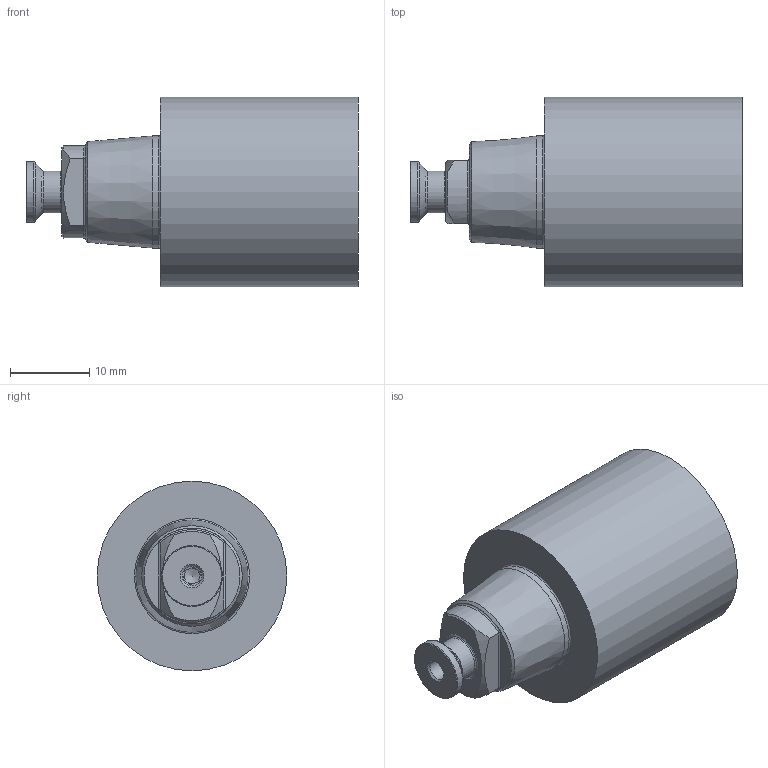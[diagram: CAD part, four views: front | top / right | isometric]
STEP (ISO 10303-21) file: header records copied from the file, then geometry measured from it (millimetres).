
FILE_DESCRIPTION (( 'STEP AP214' ), '1' );
FILE_NAME ('LW4.Ro1.024.025.STEP', '2021-08-19T15:28:58', ( '' ), ( '' ), 'SwSTEP 2.0', 'SolidWorks 2017', '' );
FILE_SCHEMA (( 'AUTOMOTIVE_DESIGN' ));
Length unit declared in the file: millimetre
Products named in the file (3): LW4.Ro1.024.025; LW4-U00.ER1.000_B; LW4-Ro1.024.025_A
Assembly tree (2 placements, depth 2):
  LW4.Ro1.024.025
    LW4-Ro1.024.025_A
    LW4-U00.ER1.000_B
Bounding box: 42 x 24 x 24 mm (x, y, z)
Volume: 12999.5 mm3; surface area: 3911.1 mm2
Topology: 2 solids, 2 shells, 53 faces, 111 edges, 65 vertices
Faces by surface type: cone 16, plane 15, cylinder 13, torus 9
Full cylindrical faces by diameter (mm): 2 x1, 2.5 x1, 5 x1, 5.3 x1, 5.5 x1, 6 x1, 7.7 x1, 14.175 x1, 24 x1
Entity records: 1478 total; most frequent: CARTESIAN_POINT 334, DIRECTION 214, ORIENTED_EDGE 164, AXIS2_PLACEMENT_3D 100, EDGE_LOOP 86, EDGE_CURVE 82, FACE_OUTER_BOUND 69, VERTEX_POINT 64
